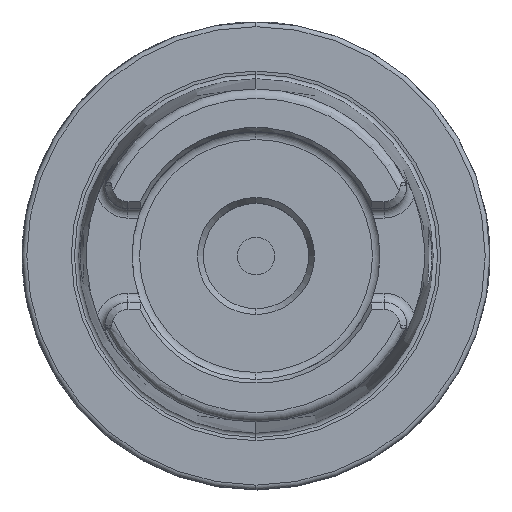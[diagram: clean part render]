
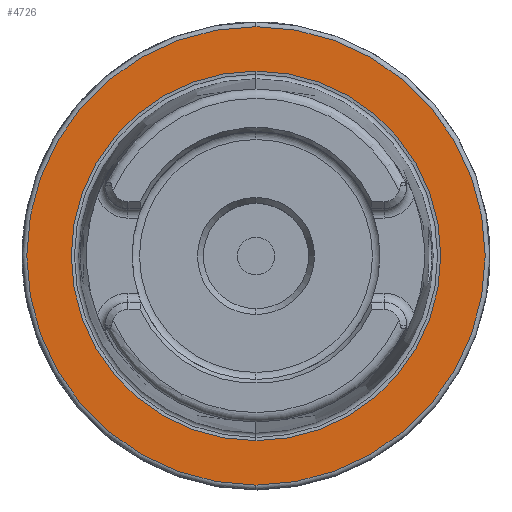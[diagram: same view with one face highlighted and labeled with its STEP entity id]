
A CAD part, top view. The second image highlights one B-rep face of the part: STEP entity #4726.
In plain terms, the highlighted planar face has unit normal (0, 0, 1).
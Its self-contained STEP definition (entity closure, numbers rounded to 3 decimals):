
#1244=CARTESIAN_POINT('',(0,0,29));
#1245=DIRECTION('',(0,0,-1));
#1246=DIRECTION('',(0,1,0));
#1247=AXIS2_PLACEMENT_3D('',#1244,#1245,#1246);
#1257=CARTESIAN_POINT('',(0,0,29));
#1258=DIRECTION('',(0,0,1));
#1259=DIRECTION('',(0,1,0));
#1260=AXIS2_PLACEMENT_3D('',#1257,#1258,#1259);
#1262=CARTESIAN_POINT('',(0,0,29));
#1263=DIRECTION('',(0,0,1));
#1264=DIRECTION('',(0,1,0));
#1265=AXIS2_PLACEMENT_3D('',#1262,#1263,#1264);
#1267=CARTESIAN_POINT('',(0,0,29));
#1268=DIRECTION('',(0,0,1));
#1269=DIRECTION('',(0,-1,0));
#1270=AXIS2_PLACEMENT_3D('',#1267,#1268,#1269);
#3057=CARTESIAN_POINT('',(0,39.499,29));
#3059=VERTEX_POINT('',#3057);
#3093=CARTESIAN_POINT('',(0,-39.499,29));
#3095=VERTEX_POINT('',#3093);
#3105=CARTESIAN_POINT('',(0,49,29));
#3106=CARTESIAN_POINT('',(0.,-49,29));
#3107=VERTEX_POINT('',#3105);
#3108=VERTEX_POINT('',#3106);
#4711=CARTESIAN_POINT('',(0,0,29));
#4712=DIRECTION('',(0,0,-1));
#4713=DIRECTION('',(0,-1,0));
#4714=AXIS2_PLACEMENT_3D('',#4711,#4712,#4713);
#4715=PLANE('',#4714);
#4717=ORIENTED_EDGE('',*,*,#4716,.F.);
#4719=ORIENTED_EDGE('',*,*,#4718,.F.);
#4720=EDGE_LOOP('',(#4717,#4719));
#4721=FACE_OUTER_BOUND('',#4720,.F.);
#4722=ORIENTED_EDGE('',*,*,#4706,.T.);
#4723=ORIENTED_EDGE('',*,*,#4690,.F.);
#4724=EDGE_LOOP('',(#4722,#4723));
#4725=FACE_BOUND('',#4724,.F.);
#4726=ADVANCED_FACE('',(#4721,#4725),#4715,.F.);
#1248=CIRCLE('',#1247,39.499);
#1261=CIRCLE('',#1260,39.499);
#1266=CIRCLE('',#1265,49);
#1271=CIRCLE('',#1270,49);
#4690=EDGE_CURVE('',#3059,#3095,#1248,.T.);
#4706=EDGE_CURVE('',#3059,#3095,#1261,.T.);
#4716=EDGE_CURVE('',#3107,#3108,#1266,.T.);
#4718=EDGE_CURVE('',#3108,#3107,#1271,.T.);
